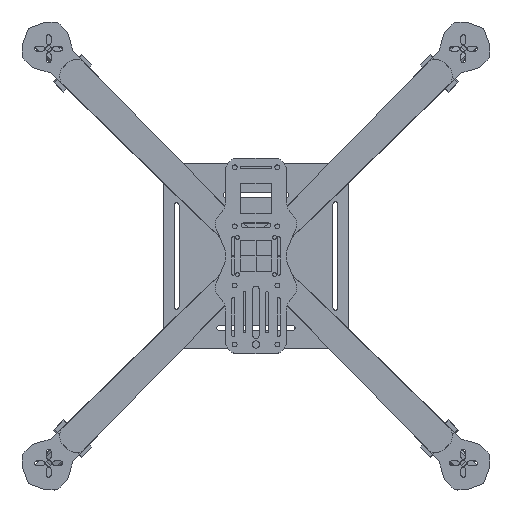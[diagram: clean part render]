
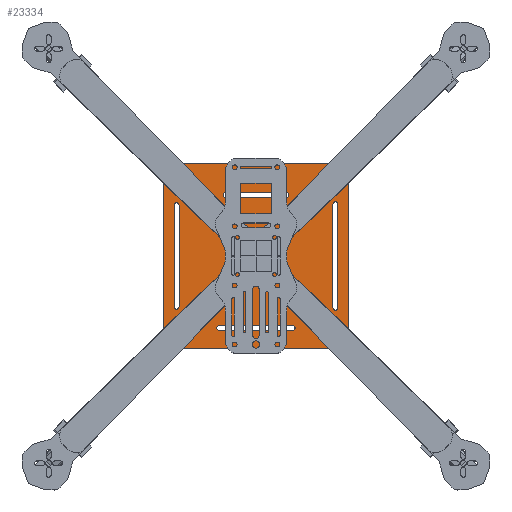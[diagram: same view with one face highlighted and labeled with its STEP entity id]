
A CAD part, top view. The second image highlights one B-rep face of the part: STEP entity #23334.
In plain terms, the highlighted planar face has unit normal (0, 0, 1).
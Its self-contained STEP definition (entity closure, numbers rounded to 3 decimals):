
#254=FACE_BOUND('',#3512,.T.);
#255=FACE_BOUND('',#3513,.T.);
#256=FACE_BOUND('',#3514,.T.);
#257=FACE_BOUND('',#3515,.T.);
#258=FACE_BOUND('',#3516,.T.);
#259=FACE_BOUND('',#3517,.T.);
#260=FACE_BOUND('',#3518,.T.);
#261=FACE_BOUND('',#3519,.T.);
#1030=PLANE('',#24974);
#2159=FACE_OUTER_BOUND('',#3511,.T.);
#3511=EDGE_LOOP('',(#20274,#20275,#20276,#20277));
#3512=EDGE_LOOP('',(#20278,#20279,#20280,#20281));
#3513=EDGE_LOOP('',(#20282));
#3514=EDGE_LOOP('',(#20283));
#3515=EDGE_LOOP('',(#20284,#20285,#20286,#20287));
#3516=EDGE_LOOP('',(#20288));
#3517=EDGE_LOOP('',(#20289,#20290,#20291,#20292));
#3518=EDGE_LOOP('',(#20293));
#3519=EDGE_LOOP('',(#20294,#20295,#20296,#20297));
#5900=LINE('',#36584,#8673);
#5905=LINE('',#36598,#8678);
#5909=LINE('',#36614,#8682);
#5914=LINE('',#36628,#8687);
#5918=LINE('',#36644,#8691);
#5923=LINE('',#36658,#8696);
#5928=LINE('',#36680,#8701);
#5933=LINE('',#36694,#8706);
#5936=LINE('',#36704,#8709);
#5940=LINE('',#36712,#8713);
#5943=LINE('',#36718,#8716);
#5946=LINE('',#36723,#8719);
#8673=VECTOR('',#29902,10.);
#8678=VECTOR('',#29915,10.);
#8682=VECTOR('',#29933,10.);
#8687=VECTOR('',#29946,10.);
#8691=VECTOR('',#29964,10.);
#8696=VECTOR('',#29977,10.);
#8701=VECTOR('',#30002,10.);
#8706=VECTOR('',#30015,10.);
#8709=VECTOR('',#30026,10.);
#8713=VECTOR('',#30032,10.);
#8716=VECTOR('',#30037,10.);
#8719=VECTOR('',#30042,10.);
#9773=CIRCLE('',#24928,2.);
#9775=CIRCLE('',#24932,2.);
#9778=CIRCLE('',#24936,2.5);
#9779=CIRCLE('',#24939,2.);
#9781=CIRCLE('',#24943,2.);
#9784=CIRCLE('',#24947,2.5);
#9785=CIRCLE('',#24950,2.);
#9787=CIRCLE('',#24954,2.);
#9790=CIRCLE('',#24958,2.5);
#9792=CIRCLE('',#24961,2.5);
#9793=CIRCLE('',#24964,2.);
#9795=CIRCLE('',#24968,2.);
#11529=VERTEX_POINT('',#36582);
#11530=VERTEX_POINT('',#36583);
#11533=VERTEX_POINT('',#36591);
#11535=VERTEX_POINT('',#36597);
#11538=VERTEX_POINT('',#36608);
#11539=VERTEX_POINT('',#36612);
#11540=VERTEX_POINT('',#36613);
#11543=VERTEX_POINT('',#36621);
#11545=VERTEX_POINT('',#36627);
#11548=VERTEX_POINT('',#36638);
#11549=VERTEX_POINT('',#36642);
#11550=VERTEX_POINT('',#36643);
#11553=VERTEX_POINT('',#36651);
#11555=VERTEX_POINT('',#36657);
#11558=VERTEX_POINT('',#36668);
#11560=VERTEX_POINT('',#36674);
#11561=VERTEX_POINT('',#36678);
#11562=VERTEX_POINT('',#36679);
#11565=VERTEX_POINT('',#36687);
#11567=VERTEX_POINT('',#36693);
#11569=VERTEX_POINT('',#36702);
#11570=VERTEX_POINT('',#36703);
#11573=VERTEX_POINT('',#36711);
#11575=VERTEX_POINT('',#36717);
#14518=EDGE_CURVE('',#11529,#11530,#5900,.T.);
#14522=EDGE_CURVE('',#11530,#11533,#9773,.T.);
#14525=EDGE_CURVE('',#11533,#11535,#5905,.T.);
#14528=EDGE_CURVE('',#11535,#11529,#9775,.T.);
#14532=EDGE_CURVE('',#11538,#11538,#9778,.T.);
#14533=EDGE_CURVE('',#11539,#11540,#5909,.T.);
#14537=EDGE_CURVE('',#11540,#11543,#9779,.T.);
#14540=EDGE_CURVE('',#11543,#11545,#5914,.T.);
#14543=EDGE_CURVE('',#11545,#11539,#9781,.T.);
#14547=EDGE_CURVE('',#11548,#11548,#9784,.T.);
#14548=EDGE_CURVE('',#11549,#11550,#5918,.T.);
#14552=EDGE_CURVE('',#11550,#11553,#9785,.T.);
#14555=EDGE_CURVE('',#11553,#11555,#5923,.T.);
#14558=EDGE_CURVE('',#11555,#11549,#9787,.T.);
#14562=EDGE_CURVE('',#11558,#11558,#9790,.T.);
#14565=EDGE_CURVE('',#11560,#11560,#9792,.T.);
#14566=EDGE_CURVE('',#11561,#11562,#5928,.T.);
#14570=EDGE_CURVE('',#11562,#11565,#9793,.T.);
#14573=EDGE_CURVE('',#11565,#11567,#5933,.T.);
#14576=EDGE_CURVE('',#11567,#11561,#9795,.T.);
#14578=EDGE_CURVE('',#11569,#11570,#5936,.T.);
#14582=EDGE_CURVE('',#11570,#11573,#5940,.T.);
#14585=EDGE_CURVE('',#11573,#11575,#5943,.T.);
#14588=EDGE_CURVE('',#11575,#11569,#5946,.T.);
#20274=ORIENTED_EDGE('',*,*,#14588,.T.);
#20275=ORIENTED_EDGE('',*,*,#14578,.T.);
#20276=ORIENTED_EDGE('',*,*,#14582,.T.);
#20277=ORIENTED_EDGE('',*,*,#14585,.T.);
#20278=ORIENTED_EDGE('',*,*,#14576,.T.);
#20279=ORIENTED_EDGE('',*,*,#14566,.T.);
#20280=ORIENTED_EDGE('',*,*,#14570,.T.);
#20281=ORIENTED_EDGE('',*,*,#14573,.T.);
#20282=ORIENTED_EDGE('',*,*,#14565,.T.);
#20283=ORIENTED_EDGE('',*,*,#14562,.T.);
#20284=ORIENTED_EDGE('',*,*,#14558,.T.);
#20285=ORIENTED_EDGE('',*,*,#14548,.T.);
#20286=ORIENTED_EDGE('',*,*,#14552,.T.);
#20287=ORIENTED_EDGE('',*,*,#14555,.T.);
#20288=ORIENTED_EDGE('',*,*,#14547,.T.);
#20289=ORIENTED_EDGE('',*,*,#14543,.T.);
#20290=ORIENTED_EDGE('',*,*,#14533,.T.);
#20291=ORIENTED_EDGE('',*,*,#14537,.T.);
#20292=ORIENTED_EDGE('',*,*,#14540,.T.);
#20293=ORIENTED_EDGE('',*,*,#14532,.T.);
#20294=ORIENTED_EDGE('',*,*,#14528,.T.);
#20295=ORIENTED_EDGE('',*,*,#14518,.T.);
#20296=ORIENTED_EDGE('',*,*,#14522,.T.);
#20297=ORIENTED_EDGE('',*,*,#14525,.T.);
#23334=ADVANCED_FACE('',(#2159,#254,#255,#256,#257,#258,#259,#260,#261),
#1030,.T.);
#24928=AXIS2_PLACEMENT_3D('',#36592,#29908,#29909);
#24932=AXIS2_PLACEMENT_3D('',#36603,#29920,#29921);
#24936=AXIS2_PLACEMENT_3D('',#36610,#29929,#29930);
#24939=AXIS2_PLACEMENT_3D('',#36622,#29939,#29940);
#24943=AXIS2_PLACEMENT_3D('',#36633,#29951,#29952);
#24947=AXIS2_PLACEMENT_3D('',#36640,#29960,#29961);
#24950=AXIS2_PLACEMENT_3D('',#36652,#29970,#29971);
#24954=AXIS2_PLACEMENT_3D('',#36663,#29982,#29983);
#24958=AXIS2_PLACEMENT_3D('',#36670,#29991,#29992);
#24961=AXIS2_PLACEMENT_3D('',#36676,#29998,#29999);
#24964=AXIS2_PLACEMENT_3D('',#36688,#30008,#30009);
#24968=AXIS2_PLACEMENT_3D('',#36699,#30020,#30021);
#24974=AXIS2_PLACEMENT_3D('',#36725,#30044,#30045);
#29902=DIRECTION('',(-1.,0.,0.));
#29908=DIRECTION('center_axis',(0.,0.,-1.));
#29909=DIRECTION('ref_axis',(0.,1.,0.));
#29915=DIRECTION('',(1.,0.,0.));
#29920=DIRECTION('center_axis',(0.,0.,-1.));
#29921=DIRECTION('ref_axis',(0.,-1.,0.));
#29929=DIRECTION('center_axis',(0.,0.,-1.));
#29930=DIRECTION('ref_axis',(1.,0.,0.));
#29933=DIRECTION('',(1.,0.,0.));
#29939=DIRECTION('center_axis',(0.,0.,-1.));
#29940=DIRECTION('ref_axis',(0.,-1.,0.));
#29946=DIRECTION('',(-1.,0.,0.));
#29951=DIRECTION('center_axis',(0.,0.,-1.));
#29952=DIRECTION('ref_axis',(0.,1.,0.));
#29960=DIRECTION('center_axis',(0.,0.,-1.));
#29961=DIRECTION('ref_axis',(1.,0.,0.));
#29964=DIRECTION('',(0.,-1.,0.));
#29970=DIRECTION('center_axis',(0.,0.,-1.));
#29971=DIRECTION('ref_axis',(-1.,0.,0.));
#29977=DIRECTION('',(0.,1.,0.));
#29982=DIRECTION('center_axis',(0.,0.,-1.));
#29983=DIRECTION('ref_axis',(1.,0.,0.));
#29991=DIRECTION('center_axis',(0.,0.,-1.));
#29992=DIRECTION('ref_axis',(1.,0.,0.));
#29998=DIRECTION('center_axis',(0.,0.,-1.));
#29999=DIRECTION('ref_axis',(1.,0.,0.));
#30002=DIRECTION('',(0.,1.,0.));
#30008=DIRECTION('center_axis',(0.,0.,-1.));
#30009=DIRECTION('ref_axis',(1.,0.,0.));
#30015=DIRECTION('',(0.,-1.,0.));
#30020=DIRECTION('center_axis',(0.,0.,-1.));
#30021=DIRECTION('ref_axis',(-1.,0.,0.));
#30026=DIRECTION('',(1.,0.,0.));
#30032=DIRECTION('',(0.,1.,0.));
#30037=DIRECTION('',(-1.,0.,0.));
#30042=DIRECTION('',(0.,-1.,0.));
#30044=DIRECTION('center_axis',(0.,0.,1.));
#30045=DIRECTION('ref_axis',(1.,0.,0.));
#36582=CARTESIAN_POINT('',(25.,48.,-4.));
#36583=CARTESIAN_POINT('',(-25.,48.,-4.));
#36584=CARTESIAN_POINT('',(-25.,48.,-4.));
#36591=CARTESIAN_POINT('',(-25.,52.,-4.));
#36592=CARTESIAN_POINT('Origin',(-25.,50.,-4.));
#36597=CARTESIAN_POINT('',(25.,52.,-4.));
#36598=CARTESIAN_POINT('',(25.,52.,-4.));
#36603=CARTESIAN_POINT('Origin',(25.,50.,-4.));
#36608=CARTESIAN_POINT('',(59.054,-61.554,-4.));
#36610=CARTESIAN_POINT('Origin',(61.554,-61.554,-4.));
#36612=CARTESIAN_POINT('',(-30.076,-56.918,-4.));
#36613=CARTESIAN_POINT('',(30.,-56.918,-4.));
#36614=CARTESIAN_POINT('',(30.,-56.918,-4.));
#36621=CARTESIAN_POINT('',(30.,-60.918,-4.));
#36622=CARTESIAN_POINT('Origin',(30.,-58.918,-4.));
#36627=CARTESIAN_POINT('',(-30.076,-60.918,-4.));
#36628=CARTESIAN_POINT('',(-30.076,-60.918,-4.));
#36633=CARTESIAN_POINT('Origin',(-30.076,-58.918,-4.));
#36638=CARTESIAN_POINT('',(-64.054,61.554,-4.));
#36640=CARTESIAN_POINT('Origin',(-61.554,61.554,-4.));
#36642=CARTESIAN_POINT('',(-63.,41.524,-4.));
#36643=CARTESIAN_POINT('',(-63.,-41.524,-4.));
#36644=CARTESIAN_POINT('',(-63.,-41.524,-4.));
#36651=CARTESIAN_POINT('',(-67.,-41.524,-4.));
#36652=CARTESIAN_POINT('Origin',(-65.,-41.524,-4.));
#36657=CARTESIAN_POINT('',(-67.,41.524,-4.));
#36658=CARTESIAN_POINT('',(-67.,41.524,-4.));
#36663=CARTESIAN_POINT('Origin',(-65.,41.524,-4.));
#36668=CARTESIAN_POINT('',(-64.054,-61.554,-4.));
#36670=CARTESIAN_POINT('Origin',(-61.554,-61.554,-4.));
#36674=CARTESIAN_POINT('',(59.054,61.554,-4.));
#36676=CARTESIAN_POINT('Origin',(61.554,61.554,-4.));
#36678=CARTESIAN_POINT('',(63.,-42.38,-4.));
#36679=CARTESIAN_POINT('',(63.,42.38,-4.));
#36680=CARTESIAN_POINT('',(63.,42.38,-4.));
#36687=CARTESIAN_POINT('',(67.,42.38,-4.));
#36688=CARTESIAN_POINT('Origin',(65.,42.38,-4.));
#36693=CARTESIAN_POINT('',(67.,-42.38,-4.));
#36694=CARTESIAN_POINT('',(67.,-42.38,-4.));
#36699=CARTESIAN_POINT('Origin',(65.,-42.38,-4.));
#36702=CARTESIAN_POINT('',(-75.873,-75.873,-4.));
#36703=CARTESIAN_POINT('',(75.873,-75.873,-4.));
#36704=CARTESIAN_POINT('',(-75.873,-75.873,-4.));
#36711=CARTESIAN_POINT('',(75.873,75.873,-4.));
#36712=CARTESIAN_POINT('',(75.873,-75.873,-4.));
#36717=CARTESIAN_POINT('',(-75.873,75.873,-4.));
#36718=CARTESIAN_POINT('',(75.873,75.873,-4.));
#36723=CARTESIAN_POINT('',(-75.873,75.873,-4.));
#36725=CARTESIAN_POINT('Origin',(0.,0.,-4.));
